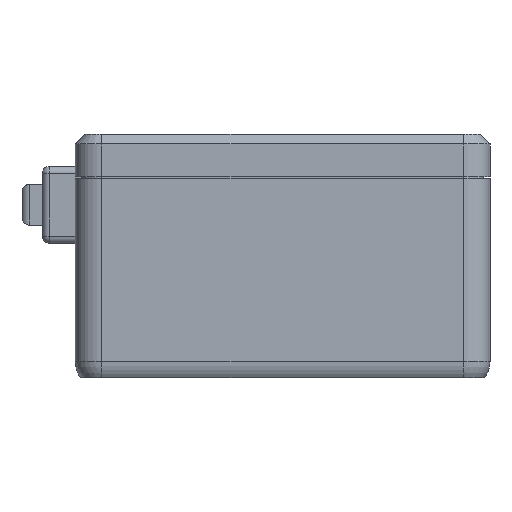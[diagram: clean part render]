
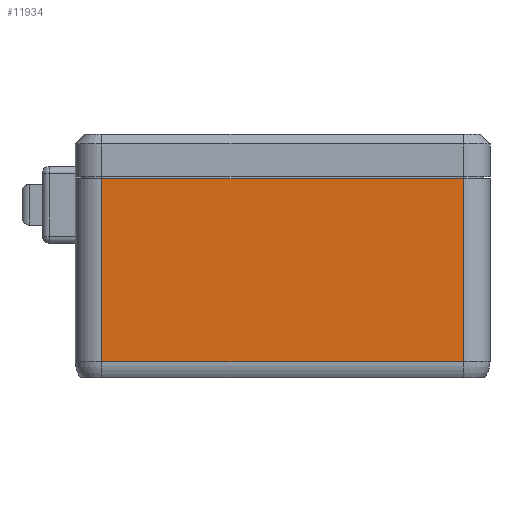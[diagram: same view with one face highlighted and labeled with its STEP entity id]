
A CAD part, left-side view. The second image highlights one B-rep face of the part: STEP entity #11934.
In plain terms, the highlighted planar face has unit normal (-1, 0, 0).
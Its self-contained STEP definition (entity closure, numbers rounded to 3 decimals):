
#586=PLANE('',#12864);
#1165=FACE_OUTER_BOUND('',#1887,.T.);
#1887=EDGE_LOOP('',(#10304,#10305,#10306,#10307));
#2938=LINE('',#19688,#4152);
#3000=LINE('',#19856,#4214);
#3005=LINE('',#19874,#4219);
#3006=LINE('',#19876,#4220);
#4152=VECTOR('',#15326,10.);
#4214=VECTOR('',#15480,5.);
#4219=VECTOR('',#15509,10.);
#4220=VECTOR('',#15512,10.);
#5760=VERTEX_POINT('',#19685);
#5761=VERTEX_POINT('',#19687);
#5820=VERTEX_POINT('',#19848);
#5821=VERTEX_POINT('',#19855);
#7291=EDGE_CURVE('',#5761,#5760,#2938,.T.);
#7377=EDGE_CURVE('',#5820,#5821,#3000,.T.);
#7387=EDGE_CURVE('',#5821,#5760,#3005,.T.);
#7388=EDGE_CURVE('',#5761,#5820,#3006,.T.);
#10304=ORIENTED_EDGE('',*,*,#7291,.T.);
#10305=ORIENTED_EDGE('',*,*,#7387,.F.);
#10306=ORIENTED_EDGE('',*,*,#7377,.F.);
#10307=ORIENTED_EDGE('',*,*,#7388,.F.);
#11934=ADVANCED_FACE('',(#1165),#586,.T.);
#12864=AXIS2_PLACEMENT_3D('',#19875,#15510,#15511);
#15326=DIRECTION('',(0.,1.,0.));
#15480=DIRECTION('',(0.,1.,0.));
#15509=DIRECTION('',(0.,0.,1.));
#15510=DIRECTION('center_axis',(-1.,0.,0.));
#15511=DIRECTION('ref_axis',(0.,1.,0.));
#15512=DIRECTION('',(0.,0.,-1.));
#19685=CARTESIAN_POINT('',(-59.694,34.1,-2.12));
#19687=CARTESIAN_POINT('',(-59.694,-33.9,-2.12));
#19688=CARTESIAN_POINT('',(-59.694,-19.4,-2.12));
#19848=CARTESIAN_POINT('',(-59.694,-33.9,-36.56));
#19855=CARTESIAN_POINT('',(-59.694,34.1,-36.56));
#19856=CARTESIAN_POINT('',(-59.694,-19.4,-36.56));
#19874=CARTESIAN_POINT('',(-59.694,34.1,-33.56));
#19875=CARTESIAN_POINT('Origin',(-59.694,-38.9,-33.56));
#19876=CARTESIAN_POINT('',(-59.694,-33.9,-33.56));
